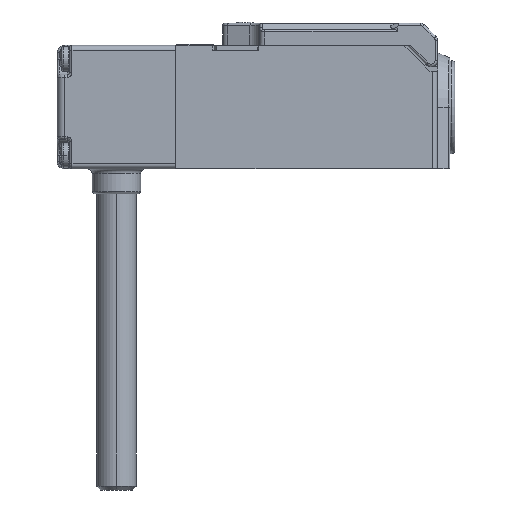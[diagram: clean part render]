
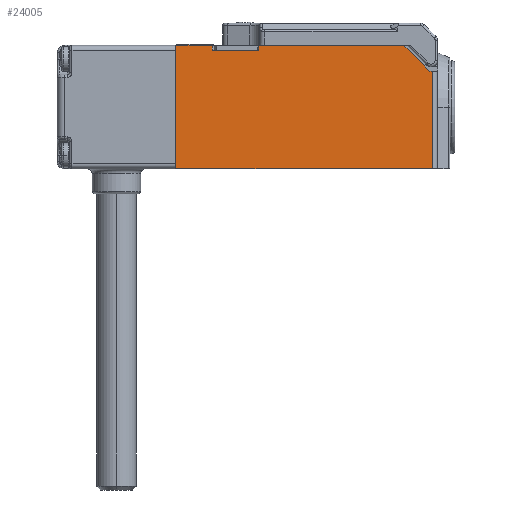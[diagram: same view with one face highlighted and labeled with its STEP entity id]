
A CAD part, left-side view. The second image highlights one B-rep face of the part: STEP entity #24005.
In plain terms, the highlighted planar face has unit normal (-1, 0, 0).
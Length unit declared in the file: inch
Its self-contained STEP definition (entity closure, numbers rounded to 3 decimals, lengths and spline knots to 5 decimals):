
#479 = CARTESIAN_POINT ( 'NONE',  ( -0.49213, 0.03937, 0. ) ) ;
#647 = LINE ( 'NONE', #13590, #48160 ) ;
#6982 = EDGE_CURVE ( 'NONE', #54245, #12205, #647, .T. ) ;
#7132 = VECTOR ( 'NONE', #54196, 39.37008 ) ;
#7362 = EDGE_LOOP ( 'NONE', ( #39201, #44525, #45473, #56751, #8887, #39340, #11812, #20852, #17180, #9699 ) ) ;
#7837 = CARTESIAN_POINT ( 'NONE',  ( -0.49213, 2.08661, 0.98425 ) ) ;
#7907 = VECTOR ( 'NONE', #17270, 39.37008 ) ;
#8887 = ORIENTED_EDGE ( 'NONE', *, *, #25470, .T. ) ;
#9096 = CARTESIAN_POINT ( 'NONE',  ( -0.49213, 2.08661, 0. ) ) ;
#9602 = VECTOR ( 'NONE', #55914, 39.37008 ) ;
#9699 = ORIENTED_EDGE ( 'NONE', *, *, #39379, .F. ) ;
#10365 = CARTESIAN_POINT ( 'NONE',  ( -0.49213, 1.79372, 0.94488 ) ) ;
#10400 = VERTEX_POINT ( 'NONE', #35624 ) ;
#10658 = VECTOR ( 'NONE', #31489, 39.37008 ) ;
#11812 = ORIENTED_EDGE ( 'NONE', *, *, #30412, .F. ) ;
#11860 = VECTOR ( 'NONE', #35379, 39.37008 ) ;
#12056 = LINE ( 'NONE', #26999, #10658 ) ;
#12205 = VERTEX_POINT ( 'NONE', #47254 ) ;
#12420 = DIRECTION ( 'NONE',  ( 0., 1., 0. ) ) ;
#13589 = DIRECTION ( 'NONE',  ( 0., -1., 0. ) ) ;
#13590 = CARTESIAN_POINT ( 'NONE',  ( -0.49213, 1.79372, 0.98425 ) ) ;
#15587 = CARTESIAN_POINT ( 'NONE',  ( -0.49213, 0.06299, 0.77953 ) ) ;
#16530 = LINE ( 'NONE', #9096, #26955 ) ;
#16735 = CARTESIAN_POINT ( 'NONE',  ( -0.49213, 2.08661, 0. ) ) ;
#17180 = ORIENTED_EDGE ( 'NONE', *, *, #38545, .F. ) ;
#17270 = DIRECTION ( 'NONE',  ( 0., -0.707, -0.707 ) ) ;
#17993 = LINE ( 'NONE', #48744, #40321 ) ;
#18499 = FACE_OUTER_BOUND ( 'NONE', #7362, .T. ) ;
#18683 = CARTESIAN_POINT ( 'NONE',  ( -0.49213, 0.26772, 0.98425 ) ) ;
#20664 = VERTEX_POINT ( 'NONE', #51090 ) ;
#20852 = ORIENTED_EDGE ( 'NONE', *, *, #57093, .F. ) ;
#21915 = CARTESIAN_POINT ( 'NONE',  ( -0.49213, 2.08661, 0.98425 ) ) ;
#22121 = EDGE_CURVE ( 'NONE', #50984, #29003, #17993, .T. ) ;
#23099 = AXIS2_PLACEMENT_3D ( 'NONE', #56915, #39146, #12420 ) ;
#24005 = ADVANCED_FACE ( 'NONE', ( #18499 ), #34672, .F. ) ;
#25470 = EDGE_CURVE ( 'NONE', #29938, #27180, #12056, .T. ) ;
#25686 = CARTESIAN_POINT ( 'NONE',  ( -0.49213, 0.03937, 0.77953 ) ) ;
#25922 = LINE ( 'NONE', #47232, #36383 ) ;
#26265 = CARTESIAN_POINT ( 'NONE',  ( -0.49213, 0.06299, 0.77953 ) ) ;
#26529 = LINE ( 'NONE', #21915, #11860 ) ;
#26955 = VECTOR ( 'NONE', #13589, 39.37008 ) ;
#26999 = CARTESIAN_POINT ( 'NONE',  ( -0.49213, 0.03937, 0.98425 ) ) ;
#27093 = VERTEX_POINT ( 'NONE', #15587 ) ;
#27180 = VERTEX_POINT ( 'NONE', #25686 ) ;
#27328 = VECTOR ( 'NONE', #44031, 39.37008 ) ;
#28731 = EDGE_CURVE ( 'NONE', #29003, #29938, #16530, .T. ) ;
#29003 = VERTEX_POINT ( 'NONE', #16735 ) ;
#29938 = VERTEX_POINT ( 'NONE', #479 ) ;
#30412 = EDGE_CURVE ( 'NONE', #35763, #27093, #56833, .T. ) ;
#30705 = CARTESIAN_POINT ( 'NONE',  ( -0.49213, 0.26772, 0.98425 ) ) ;
#31489 = DIRECTION ( 'NONE',  ( 0., 0., 1. ) ) ;
#34672 = PLANE ( 'NONE',  #23099 ) ;
#35379 = DIRECTION ( 'NONE',  ( 0., 1., 0. ) ) ;
#35624 = CARTESIAN_POINT ( 'NONE',  ( -0.49213, 1.4252, 0.98425 ) ) ;
#35763 = VERTEX_POINT ( 'NONE', #18683 ) ;
#36383 = VECTOR ( 'NONE', #38647, 39.37008 ) ;
#38545 = EDGE_CURVE ( 'NONE', #20664, #10400, #54646, .T. ) ;
#38647 = DIRECTION ( 'NONE',  ( 0., -1., 0. ) ) ;
#39146 = DIRECTION ( 'NONE',  ( 1., 0., 0. ) ) ;
#39201 = ORIENTED_EDGE ( 'NONE', *, *, #6982, .T. ) ;
#39340 = ORIENTED_EDGE ( 'NONE', *, *, #40155, .F. ) ;
#39379 = EDGE_CURVE ( 'NONE', #54245, #20664, #25922, .T. ) ;
#40155 = EDGE_CURVE ( 'NONE', #27093, #27180, #50269, .T. ) ;
#40321 = VECTOR ( 'NONE', #53277, 39.37008 ) ;
#44031 = DIRECTION ( 'NONE',  ( 0., -1., 0. ) ) ;
#44525 = ORIENTED_EDGE ( 'NONE', *, *, #55718, .T. ) ;
#44794 = DIRECTION ( 'NONE',  ( 0., 0., 1. ) ) ;
#45196 = CARTESIAN_POINT ( 'NONE',  ( -0.49213, 1.4252, 0.94488 ) ) ;
#45220 = LINE ( 'NONE', #51402, #9602 ) ;
#45473 = ORIENTED_EDGE ( 'NONE', *, *, #22121, .T. ) ;
#47232 = CARTESIAN_POINT ( 'NONE',  ( -0.49213, 1.77165, 0.94488 ) ) ;
#47254 = CARTESIAN_POINT ( 'NONE',  ( -0.49213, 1.79372, 0.98425 ) ) ;
#48160 = VECTOR ( 'NONE', #44794, 39.37008 ) ;
#48744 = CARTESIAN_POINT ( 'NONE',  ( -0.49213, 2.08661, 0.98425 ) ) ;
#50269 = LINE ( 'NONE', #26265, #27328 ) ;
#50984 = VERTEX_POINT ( 'NONE', #7837 ) ;
#51090 = CARTESIAN_POINT ( 'NONE',  ( -0.49213, 1.4252, 0.94488 ) ) ;
#51402 = CARTESIAN_POINT ( 'NONE',  ( -0.49213, 2.08661, 0.98425 ) ) ;
#53277 = DIRECTION ( 'NONE',  ( 0., 0., -1. ) ) ;
#54196 = DIRECTION ( 'NONE',  ( 0., 0., 1. ) ) ;
#54245 = VERTEX_POINT ( 'NONE', #10365 ) ;
#54646 = LINE ( 'NONE', #45196, #7132 ) ;
#55718 = EDGE_CURVE ( 'NONE', #12205, #50984, #26529, .T. ) ;
#55914 = DIRECTION ( 'NONE',  ( 0., -1., 0. ) ) ;
#56751 = ORIENTED_EDGE ( 'NONE', *, *, #28731, .T. ) ;
#56833 = LINE ( 'NONE', #30705, #7907 ) ;
#56915 = CARTESIAN_POINT ( 'NONE',  ( -0.49213, 2.08661, 0.98425 ) ) ;
#57093 = EDGE_CURVE ( 'NONE', #10400, #35763, #45220, .T. ) ;
